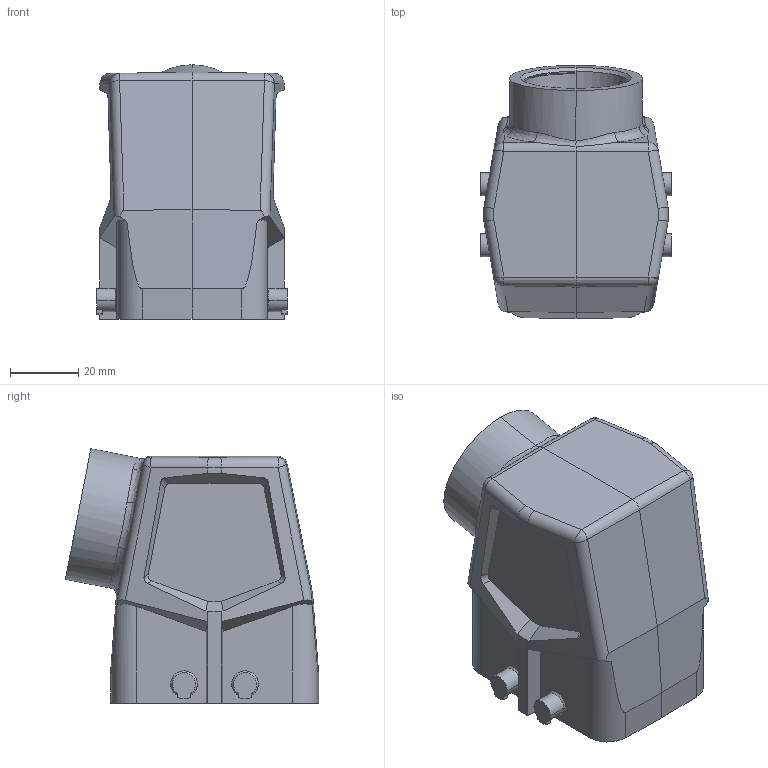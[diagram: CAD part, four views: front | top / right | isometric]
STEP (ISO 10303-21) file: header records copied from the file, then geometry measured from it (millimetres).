
FILE_DESCRIPTION(('CATIA V5 STEP Exchange','CAx-IF Rec.Pracs.--- Model Styling and Organization---1.5--- 2016-08-15','CAx-IF Rec.Pracs.---Supplemental Geometry---1.0---2011-11-01','CAx-IF Rec.Pracs.--- Composite Materials ---1.1---2010-07-15'),'2;1');
FILE_NAME ('2097236-4_0', '2025-02-24T07:36:26+00:00', ('none'), ('Weidmueller'), 'CATIA Version 5-6 Release 2022 SP4 HF5', 'CATIA V5 STEP AP214 v3', 'none');
FILE_SCHEMA(('AUTOMOTIVE_DESIGN { 1 0 10303 214 1 1 1 1 }'));
Length unit declared in the file: millimetre
Products named in the file (1): 3107180000
Bounding box: 56 x 74.22 x 74.64 mm (x, y, z)
Volume: 74358.6 mm3; surface area: 34107.6 mm2
Topology: 1 solids, 1 shells, 326 faces, 821 edges, 508 vertices
Faces by surface type: plane 132, cylinder 113, cone 38, bspline 24, torus 11, sphere 8
Entity records: 13604 total; most frequent: CARTESIAN_POINT 6785, ORIENTED_EDGE 1614, DIRECTION 1004, EDGE_CURVE 807, VERTEX_POINT 508, VECTOR 419, LINE 419, AXIS2_PLACEMENT_3D 370
